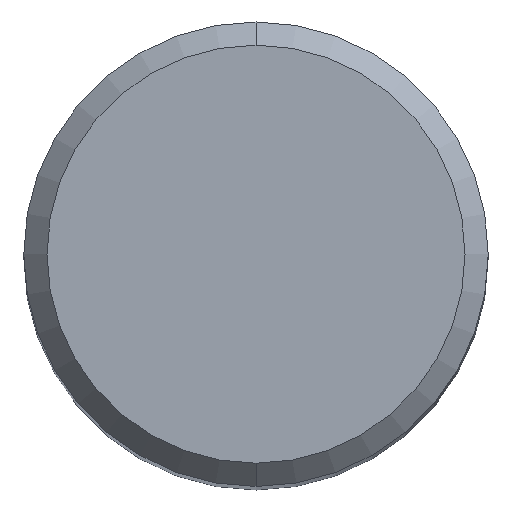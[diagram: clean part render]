
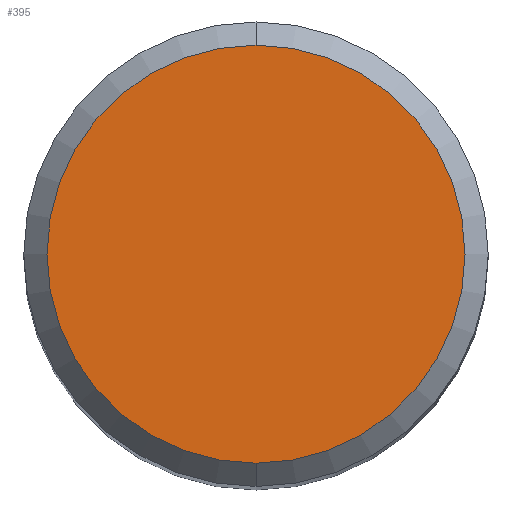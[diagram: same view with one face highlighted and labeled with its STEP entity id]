
A CAD part, top view. The second image highlights one B-rep face of the part: STEP entity #395.
In plain terms, the highlighted planar face has unit normal (0, 0, 1).
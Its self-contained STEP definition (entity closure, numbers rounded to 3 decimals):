
#179=VERTEX_POINT('',#472);
#337=VERTEX_POINT('',#644);
#345=EDGE_CURVE('',#337,#179,#652,.T.);
#375=EDGE_CURVE('',#179,#337,#683,.T.);
#395=ADVANCED_FACE('',(#704),#705,.T.);
#472=CARTESIAN_POINT('',(0.0,3.6,0.0));
#644=CARTESIAN_POINT('',(0.,-3.6,0.0));
#652=CIRCLE('',#1164,3.6);
#683=CIRCLE('',#1243,3.6);
#704=FACE_OUTER_BOUND('',#1307,.T.);
#705=PLANE('',#1308);
#1164=AXIS2_PLACEMENT_3D('',#1574,#1575,#1576);
#1243=AXIS2_PLACEMENT_3D('',#1607,#1608,#1609);
#1307=EDGE_LOOP('',(#1624,#1625));
#1308=AXIS2_PLACEMENT_3D('',#1626,#1627,#1628);
#1574=CARTESIAN_POINT('',(0.0,0.0,0.0));
#1575=DIRECTION('',(0.0,0.0,-1.0));
#1576=DIRECTION('',(0.0,1.0,0.0));
#1607=CARTESIAN_POINT('',(0.0,0.0,0.0));
#1608=DIRECTION('',(0.0,0.0,-1.0));
#1609=DIRECTION('',(0.0,1.0,0.0));
#1624=ORIENTED_EDGE('',*,*,#375,.F.);
#1625=ORIENTED_EDGE('',*,*,#345,.F.);
#1626=CARTESIAN_POINT('',(0.0,1.8,0.0));
#1627=DIRECTION('',(-0.0,0.0,1.0));
#1628=DIRECTION('',(0.0,-1.0,0.0));
